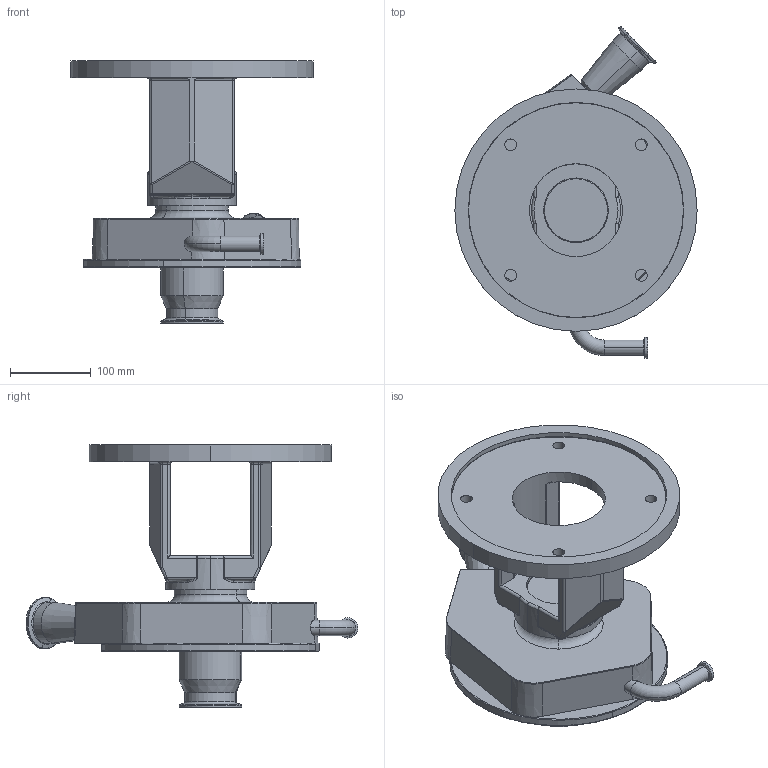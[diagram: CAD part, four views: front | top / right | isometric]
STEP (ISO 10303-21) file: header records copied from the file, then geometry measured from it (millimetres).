
FILE_DESCRIPTION (( 'STEP AP214' ), '1' );
FILE_NAME ('FPR 1741-1742 280TC 45L 3-4 IN ELBOW LEFT DRAIN.STEP', '2023-01-12T19:54:48', ( '' ), ( '' ), 'SwSTEP 2.0', 'SolidWorks 2021', '' );
FILE_SCHEMA (( 'AUTOMOTIVE_DESIGN' ));
Length unit declared in the file: millimetre
Products named in the file (1): FPR 1741-1742 280TC 45L 3-4 IN ELBOW LEFT DRAIN
Bounding box: 300 x 411.02 x 324.5 mm (x, y, z)
Volume: 3766154.4 mm3; surface area: 614303.5 mm2
Topology: 1 solids, 6 shells, 415 faces, 927 edges, 529 vertices
Faces by surface type: cylinder 146, torus 97, plane 70, cone 70, bspline 21, sphere 11
Entity records: 13324 total; most frequent: CARTESIAN_POINT 4074, DIRECTION 2111, ORIENTED_EDGE 1826, EDGE_CURVE 913, AXIS2_PLACEMENT_3D 906, VERTEX_POINT 529, CIRCLE 511, EDGE_LOOP 450
